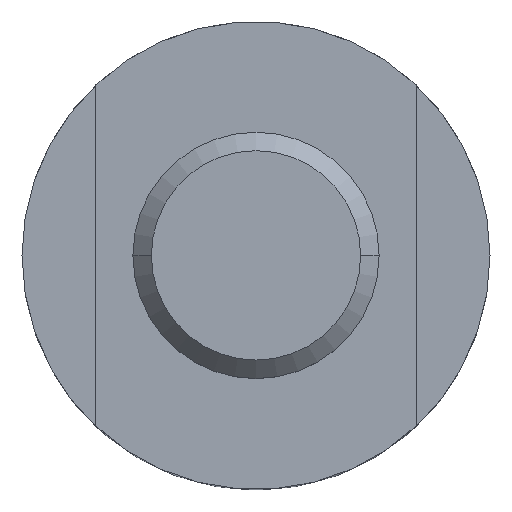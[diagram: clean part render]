
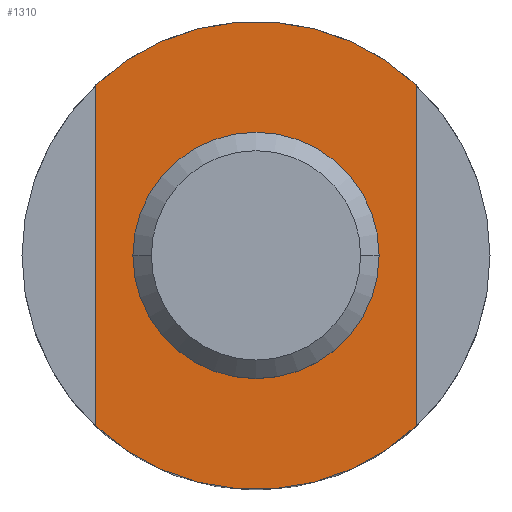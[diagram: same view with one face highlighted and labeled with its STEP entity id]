
A CAD part, top view. The second image highlights one B-rep face of the part: STEP entity #1310.
In plain terms, the highlighted planar face has unit normal (0, 0, 1).
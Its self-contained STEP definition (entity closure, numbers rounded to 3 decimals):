
#556=VERTEX_POINT('',#1632);
#562=EDGE_CURVE('',#992,#1602,#1640,.T.);
#650=VERTEX_POINT('',#1737);
#758=VERTEX_POINT('',#1854);
#782=EDGE_CURVE('',#758,#1430,#1881,.T.);
#992=VERTEX_POINT('',#2116);
#1208=EDGE_CURVE('',#1430,#992,#2365,.T.);
#1310=ADVANCED_FACE('',(#2477,#2478),#2479,.T.);
#1430=VERTEX_POINT('',#2614);
#1452=EDGE_CURVE('',#650,#556,#2640,.T.);
#1476=EDGE_CURVE('',#1602,#758,#2665,.T.);
#1602=VERTEX_POINT('',#2810);
#1612=EDGE_CURVE('',#556,#650,#2821,.T.);
#1632=CARTESIAN_POINT('',(5.,0.,12.0));
#1640=LINE('',#2840,#2841);
#1737=CARTESIAN_POINT('',(-5.,0.,12.0));
#1854=CARTESIAN_POINT('',(-6.5,6.928,12.0));
#1881=LINE('',#3165,#3166);
#2116=CARTESIAN_POINT('',(6.5,-6.928,12.0));
#2365=CIRCLE('',#3786,9.5);
#2477=FACE_OUTER_BOUND('',#3933,.T.);
#2478=FACE_BOUND('',#3934,.T.);
#2479=PLANE('',#3935);
#2614=CARTESIAN_POINT('',(-6.5,-6.928,12.0));
#2640=CIRCLE('',#4142,5.0);
#2665=CIRCLE('',#4173,9.5);
#2810=CARTESIAN_POINT('',(6.5,6.928,12.0));
#2821=CIRCLE('',#4367,5.0);
#2840=CARTESIAN_POINT('',(6.5,3.464,12.0));
#2841=VECTOR('',#4389,1.0);
#3165=CARTESIAN_POINT('',(-6.5,-3.464,12.0));
#3166=VECTOR('',#4677,1.0);
#3786=AXIS2_PLACEMENT_3D('',#5387,#5388,#5389);
#3933=EDGE_LOOP('',(#5523,#5524,#5525,#5526));
#3934=EDGE_LOOP('',(#5527,#5528));
#3935=AXIS2_PLACEMENT_3D('',#5529,#5530,#5531);
#4142=AXIS2_PLACEMENT_3D('',#5769,#5770,#5771);
#4173=AXIS2_PLACEMENT_3D('',#5790,#5791,#5792);
#4367=AXIS2_PLACEMENT_3D('',#6025,#6026,#6027);
#4389=DIRECTION('',(0.0,1.0,0.0));
#4677=DIRECTION('',(0.0,-1.0,0.0));
#5387=CARTESIAN_POINT('',(0.,0.,12.0));
#5388=DIRECTION('',(0.0,0.0,1.0));
#5389=DIRECTION('',(-1.0,0.,0.0));
#5523=ORIENTED_EDGE('',*,*,#782,.T.);
#5524=ORIENTED_EDGE('',*,*,#1208,.T.);
#5525=ORIENTED_EDGE('',*,*,#562,.T.);
#5526=ORIENTED_EDGE('',*,*,#1476,.T.);
#5527=ORIENTED_EDGE('',*,*,#1452,.F.);
#5528=ORIENTED_EDGE('',*,*,#1612,.F.);
#5529=CARTESIAN_POINT('',(-7.25,0.,12.0));
#5530=DIRECTION('',(0.0,0.0,1.0));
#5531=DIRECTION('',(-1.0,0.,0.0));
#5769=CARTESIAN_POINT('',(0.,0.,12.0));
#5770=DIRECTION('',(0.0,0.0,1.0));
#5771=DIRECTION('',(-1.0,0.,0.0));
#5790=CARTESIAN_POINT('',(0.,0.,12.0));
#5791=DIRECTION('',(0.0,0.0,1.0));
#5792=DIRECTION('',(-1.0,0.,0.0));
#6025=CARTESIAN_POINT('',(0.,0.,12.0));
#6026=DIRECTION('',(0.0,0.0,1.0));
#6027=DIRECTION('',(-1.0,0.,0.0));
